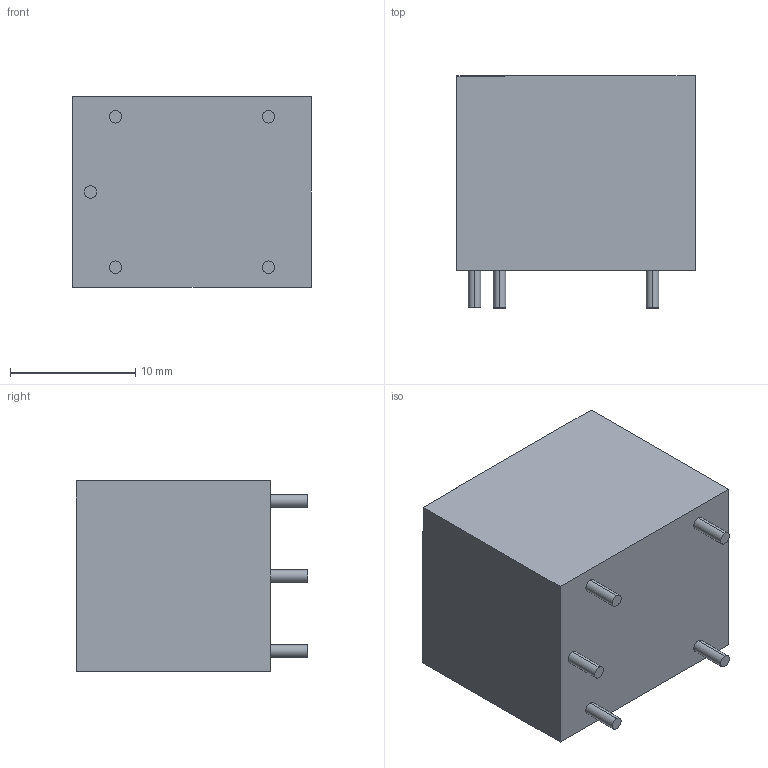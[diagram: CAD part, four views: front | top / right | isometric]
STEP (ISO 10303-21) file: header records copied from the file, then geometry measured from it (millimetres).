
FILE_DESCRIPTION (( 'STEP AP214' ), '1' );
FILE_NAME ('Pièce3.STEP', '2022-03-23T15:08:38', ( '' ), ( '' ), 'SwSTEP 2.0', 'SolidWorks 2021', '' );
FILE_SCHEMA (( 'AUTOMOTIVE_DESIGN' ));
Length unit declared in the file: millimetre
Products named in the file (1): Pièce3
Bounding box: 19 x 18.5 x 15.2 mm (x, y, z)
Volume: 4487.7 mm3; surface area: 1685.3 mm2
Topology: 1 solids, 1 shells, 90 faces, 231 edges, 154 vertices
Faces by surface type: plane 66, bspline 14, cylinder 10
Entity records: 4293 total; most frequent: CARTESIAN_POINT 1258, ORIENTED_EDGE 462, DIRECTION 377, EDGE_CURVE 231, LINE 183, VECTOR 183, VERTEX_POINT 154, EDGE_LOOP 101
